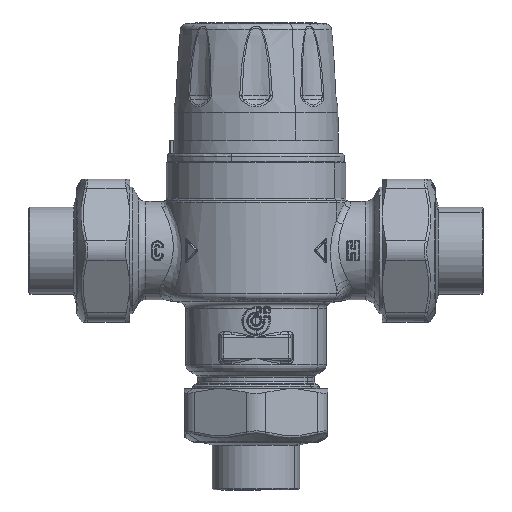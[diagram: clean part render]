
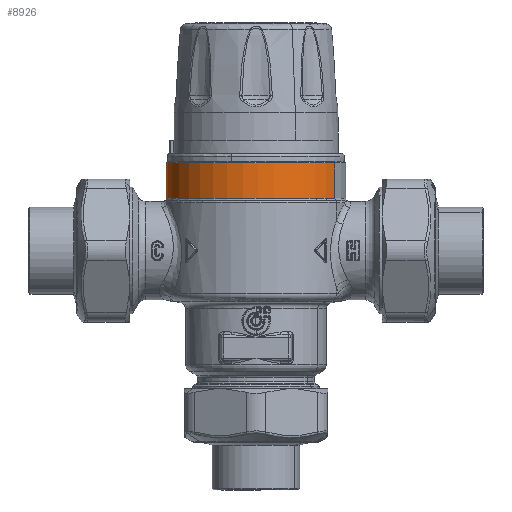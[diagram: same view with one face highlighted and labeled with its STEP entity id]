
A CAD part, left-side view. The second image highlights one B-rep face of the part: STEP entity #8926.
In plain terms, the highlighted cylindrical face has radius 33.75 mm (diameter 67.5 mm), a partial arc.
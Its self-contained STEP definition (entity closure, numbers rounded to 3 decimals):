
#8181=CARTESIAN_POINT('Vertex',(16.181,29.618,-3.5)) ;
#8188=CARTESIAN_POINT('Vertex',(-16.181,-29.618,-3.5)) ;
#8883=CARTESIAN_POINT('Axis2P3D Location',(0.,0.,-3.5)) ;
#8896=CARTESIAN_POINT('Axis2P3D Location',(0.,0.,-50.65)) ;
#8901=CARTESIAN_POINT('Line Origine',(16.181,29.618,-8.418)) ;
#8905=CARTESIAN_POINT('Vertex',(16.181,29.618,-16.836)) ;
#8908=CARTESIAN_POINT('Axis2P3D Location',(0.,0.,-16.836)) ;
#8912=CARTESIAN_POINT('Vertex',(-16.181,-29.618,-16.836)) ;
#8915=CARTESIAN_POINT('Line Origine',(-16.181,-29.618,-8.418)) ;
#8903=VECTOR('Line Direction',#8902,1.) ;
#8917=VECTOR('Line Direction',#8916,1.) ;
#8884=DIRECTION('Axis2P3D Direction',(0.,0.,-1.)) ;
#8897=DIRECTION('Axis2P3D Direction',(0.,0.,-1.)) ;
#8898=DIRECTION('Axis2P3D XDirection',(0.479,0.878,0.)) ;
#8902=DIRECTION('Vector Direction',(0.,0.,-1.)) ;
#8909=DIRECTION('Axis2P3D Direction',(0.,0.,-1.)) ;
#8916=DIRECTION('Vector Direction',(0.,0.,-1.)) ;
#8885=AXIS2_PLACEMENT_3D('Circle Axis2P3D',#8883,#8884,$) ;
#8899=AXIS2_PLACEMENT_3D('Cylinder Axis2P3D',#8896,#8897,#8898) ;
#8910=AXIS2_PLACEMENT_3D('Circle Axis2P3D',#8908,#8909,$) ;
#8904=LINE('Line',#8901,#8903) ;
#8918=LINE('Line',#8915,#8917) ;
#8886=CIRCLE('generated circle',#8885,33.75) ;
#8911=CIRCLE('generated circle',#8910,33.75) ;
#8900=CYLINDRICAL_SURFACE('generated cylinder',#8899,33.75) ;
#8887=EDGE_CURVE('',#8189,#8182,#8886,.T.) ;
#8907=EDGE_CURVE('',#8906,#8182,#8904,.F.) ;
#8914=EDGE_CURVE('',#8913,#8906,#8911,.T.) ;
#8919=EDGE_CURVE('',#8913,#8189,#8918,.F.) ;
#8921=ORIENTED_EDGE('',*,*,#8907,.F.) ;
#8922=ORIENTED_EDGE('',*,*,#8914,.F.) ;
#8923=ORIENTED_EDGE('',*,*,#8919,.T.) ;
#8924=ORIENTED_EDGE('',*,*,#8887,.T.) ;
#8920=EDGE_LOOP('',(#8921,#8922,#8923,#8924)) ;
#8182=VERTEX_POINT('',#8181) ;
#8189=VERTEX_POINT('',#8188) ;
#8906=VERTEX_POINT('',#8905) ;
#8913=VERTEX_POINT('',#8912) ;
#8926=ADVANCED_FACE('PartBody',(#8925),#8900,.T.) ;
#8925=FACE_OUTER_BOUND('',#8920,.T.) ;
